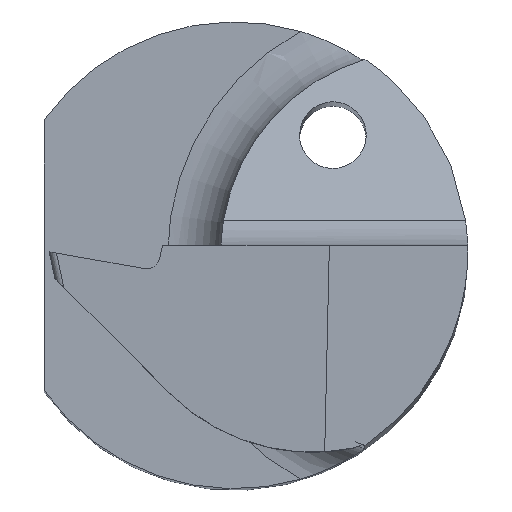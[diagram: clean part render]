
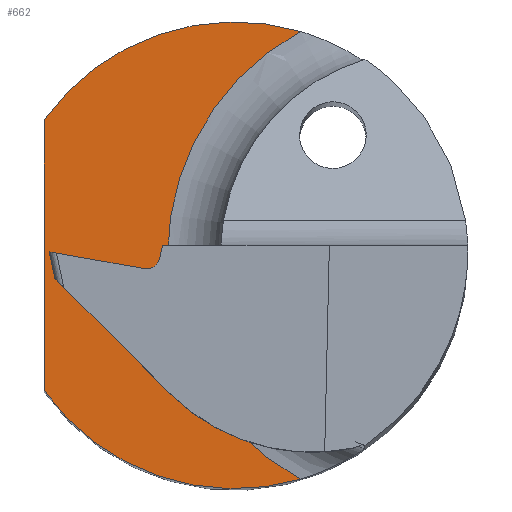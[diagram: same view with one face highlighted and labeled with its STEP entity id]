
A CAD part, top view. The second image highlights one B-rep face of the part: STEP entity #662.
In plain terms, the highlighted planar face has unit normal (0, 0, 1).
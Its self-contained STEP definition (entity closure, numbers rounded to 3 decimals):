
#8 = AXIS2_PLACEMENT_3D ( 'NONE', #201, #790, #651 ) ;
#50 = CARTESIAN_POINT ( 'NONE',  ( -2.85, 2.032, 15. ) ) ;
#80 = EDGE_CURVE ( 'NONE', #667, #812, #119, .T. ) ;
#92 = ORIENTED_EDGE ( 'NONE', *, *, #632, .F. ) ;
#119 = CIRCLE ( 'NONE', #334, 3.5 ) ;
#122 = EDGE_CURVE ( 'NONE', #812, #367, #584, .T. ) ;
#134 = DIRECTION ( 'NONE',  ( 0., 0., 1. ) ) ;
#138 = CARTESIAN_POINT ( 'NONE',  ( 0.99, 3.357, 15. ) ) ;
#140 = DIRECTION ( 'NONE',  ( 0., 0., -1. ) ) ;
#157 = VERTEX_POINT ( 'NONE', #631 ) ;
#170 = CIRCLE ( 'NONE', #872, 3.5 ) ;
#177 = DIRECTION ( 'NONE',  ( 0., 1., 0. ) ) ;
#201 = CARTESIAN_POINT ( 'NONE',  ( 2.827, 0., 15. ) ) ;
#211 = ORIENTED_EDGE ( 'NONE', *, *, #628, .F. ) ;
#255 = CARTESIAN_POINT ( 'NONE',  ( 2.827, 0., 15. ) ) ;
#290 = ORIENTED_EDGE ( 'NONE', *, *, #80, .F. ) ;
#334 = AXIS2_PLACEMENT_3D ( 'NONE', #468, #862, #931 ) ;
#344 = CARTESIAN_POINT ( 'NONE',  ( 0.325, -0.054, 15. ) ) ;
#367 = VERTEX_POINT ( 'NONE', #455 ) ;
#389 = ORIENTED_EDGE ( 'NONE', *, *, #531, .F. ) ;
#420 = CARTESIAN_POINT ( 'NONE',  ( 0., 0., 15. ) ) ;
#423 = CARTESIAN_POINT ( 'NONE',  ( 0.99, -3.357, 15. ) ) ;
#425 = PLANE ( 'NONE',  #601 ) ;
#432 = VECTOR ( 'NONE', #177, 1000. ) ;
#440 = DIRECTION ( 'NONE',  ( -1., 0., 0. ) ) ;
#455 = CARTESIAN_POINT ( 'NONE',  ( -1., 0., 15. ) ) ;
#468 = CARTESIAN_POINT ( 'NONE',  ( 0., 0., 15. ) ) ;
#508 = AXIS2_PLACEMENT_3D ( 'NONE', #255, #626, #759 ) ;
#510 = ORIENTED_EDGE ( 'NONE', *, *, #122, .F. ) ;
#531 = EDGE_CURVE ( 'NONE', #157, #667, #755, .T. ) ;
#584 = CIRCLE ( 'NONE', #508, 3.827 ) ;
#595 = EDGE_LOOP ( 'NONE', ( #290, #389, #211, #92, #510 ) ) ;
#601 = AXIS2_PLACEMENT_3D ( 'NONE', #344, #134, #952 ) ;
#626 = DIRECTION ( 'NONE',  ( 0., 0., 1. ) ) ;
#628 = EDGE_CURVE ( 'NONE', #738, #157, #170, .T. ) ;
#629 = CIRCLE ( 'NONE', #8, 3.827 ) ;
#631 = CARTESIAN_POINT ( 'NONE',  ( -2.85, -2.032, 15. ) ) ;
#632 = EDGE_CURVE ( 'NONE', #367, #738, #629, .T. ) ;
#644 = FACE_OUTER_BOUND ( 'NONE', #595, .T. ) ;
#651 = DIRECTION ( 'NONE',  ( -1., 0., 0. ) ) ;
#662 = ADVANCED_FACE ( 'NONE', ( #644 ), #425, .T. ) ;
#667 = VERTEX_POINT ( 'NONE', #50 ) ;
#683 = CARTESIAN_POINT ( 'NONE',  ( -2.85, 2.032, 15. ) ) ;
#738 = VERTEX_POINT ( 'NONE', #423 ) ;
#755 = LINE ( 'NONE', #683, #432 ) ;
#759 = DIRECTION ( 'NONE',  ( -1., 0., 0. ) ) ;
#790 = DIRECTION ( 'NONE',  ( 0., 0., 1. ) ) ;
#812 = VERTEX_POINT ( 'NONE', #138 ) ;
#862 = DIRECTION ( 'NONE',  ( 0., 0., -1. ) ) ;
#872 = AXIS2_PLACEMENT_3D ( 'NONE', #420, #140, #440 ) ;
#931 = DIRECTION ( 'NONE',  ( -1., 0., 0. ) ) ;
#952 = DIRECTION ( 'NONE',  ( -1., 0., 0. ) ) ;
